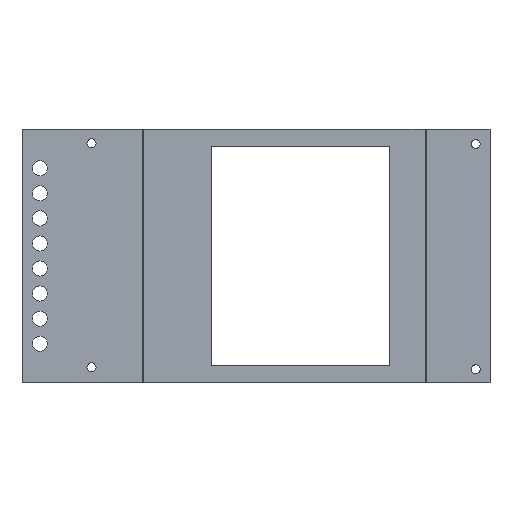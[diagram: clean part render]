
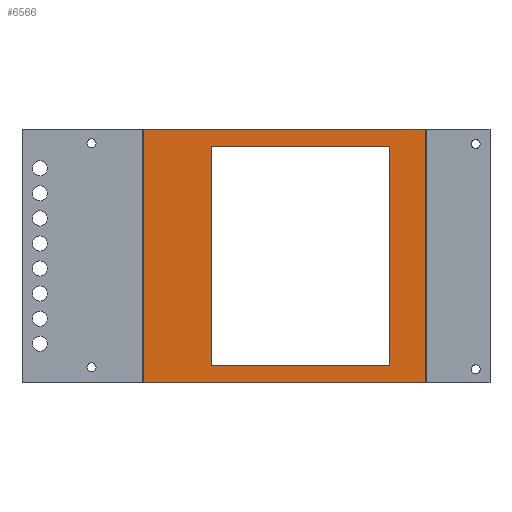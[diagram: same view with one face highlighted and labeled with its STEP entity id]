
A CAD part, front view. The second image highlights one B-rep face of the part: STEP entity #6566.
In plain terms, the highlighted planar face has unit normal (0, -1, 0).
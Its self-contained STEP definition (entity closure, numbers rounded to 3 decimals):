
#183=FACE_BOUND('',#858,.T.);
#239=PLANE('',#7049);
#460=FACE_OUTER_BOUND('',#857,.T.);
#857=EDGE_LOOP('',(#4705,#4706,#4707,#4708,#4709,#4710));
#858=EDGE_LOOP('',(#4711,#4712,#4713,#4714));
#1266=LINE('',#9988,#1870);
#1268=LINE('',#9992,#1872);
#1269=LINE('',#9994,#1873);
#1285=LINE('',#10025,#1889);
#1300=LINE('',#10093,#1904);
#1301=LINE('',#10095,#1905);
#1302=LINE('',#10098,#1906);
#1303=LINE('',#10100,#1907);
#1304=LINE('',#10102,#1908);
#1305=LINE('',#10103,#1909);
#1870=VECTOR('',#7923,10.);
#1872=VECTOR('',#7927,10.);
#1873=VECTOR('',#7928,10.);
#1889=VECTOR('',#7946,10.);
#1904=VECTOR('',#8019,10.);
#1905=VECTOR('',#8022,10.);
#1906=VECTOR('',#8023,10.);
#1907=VECTOR('',#8024,10.);
#1908=VECTOR('',#8025,10.);
#1909=VECTOR('',#8026,10.);
#2822=VERTEX_POINT('',#9985);
#2823=VERTEX_POINT('',#9987);
#2824=VERTEX_POINT('',#9991);
#2825=VERTEX_POINT('',#9993);
#2839=VERTEX_POINT('',#10023);
#2863=VERTEX_POINT('',#10091);
#2864=VERTEX_POINT('',#10096);
#2865=VERTEX_POINT('',#10097);
#2866=VERTEX_POINT('',#10099);
#2867=VERTEX_POINT('',#10101);
#3521=EDGE_CURVE('',#2823,#2822,#1266,.T.);
#3523=EDGE_CURVE('',#2824,#2823,#1268,.T.);
#3524=EDGE_CURVE('',#2824,#2825,#1269,.T.);
#3540=EDGE_CURVE('',#2822,#2839,#1285,.T.);
#3574=EDGE_CURVE('',#2839,#2863,#1300,.T.);
#3575=EDGE_CURVE('',#2825,#2863,#1301,.T.);
#3576=EDGE_CURVE('',#2864,#2865,#1302,.T.);
#3577=EDGE_CURVE('',#2866,#2864,#1303,.T.);
#3578=EDGE_CURVE('',#2867,#2866,#1304,.T.);
#3579=EDGE_CURVE('',#2865,#2867,#1305,.T.);
#4705=ORIENTED_EDGE('',*,*,#3521,.T.);
#4706=ORIENTED_EDGE('',*,*,#3540,.T.);
#4707=ORIENTED_EDGE('',*,*,#3574,.T.);
#4708=ORIENTED_EDGE('',*,*,#3575,.F.);
#4709=ORIENTED_EDGE('',*,*,#3524,.F.);
#4710=ORIENTED_EDGE('',*,*,#3523,.T.);
#4711=ORIENTED_EDGE('',*,*,#3576,.F.);
#4712=ORIENTED_EDGE('',*,*,#3577,.F.);
#4713=ORIENTED_EDGE('',*,*,#3578,.F.);
#4714=ORIENTED_EDGE('',*,*,#3579,.F.);
#6566=ADVANCED_FACE('',(#460,#183),#239,.F.);
#7049=AXIS2_PLACEMENT_3D('',#10094,#8020,#8021);
#7923=DIRECTION('',(0.,0.,-1.));
#7927=DIRECTION('',(-1.,0.,0.));
#7928=DIRECTION('',(1.,0.,0.));
#7946=DIRECTION('',(1.,0.,0.));
#8019=DIRECTION('',(0.,0.,1.));
#8020=DIRECTION('center_axis',(0.,1.,0.));
#8021=DIRECTION('ref_axis',(1.,0.,0.));
#8022=DIRECTION('',(1.,0.,0.));
#8023=DIRECTION('',(-1.,0.,0.));
#8024=DIRECTION('',(0.,0.,1.));
#8025=DIRECTION('',(1.,0.,0.));
#8026=DIRECTION('',(0.,0.,-1.));
#9985=CARTESIAN_POINT('',(131.,0.,-5.));
#9987=CARTESIAN_POINT('',(131.,0.,66.));
#9988=CARTESIAN_POINT('',(131.,0.,30.5));
#9991=CARTESIAN_POINT('',(145.,0.,66.));
#9992=CARTESIAN_POINT('',(145.,0.,66.));
#9993=CARTESIAN_POINT('',(205.,0.,66.));
#9994=CARTESIAN_POINT('',(145.,0.,66.));
#10023=CARTESIAN_POINT('',(210.,0.,-5.));
#10025=CARTESIAN_POINT('',(205.,0.,-5.));
#10091=CARTESIAN_POINT('',(210.,0.,66.));
#10093=CARTESIAN_POINT('',(210.,0.,30.5));
#10094=CARTESIAN_POINT('Origin',(175.,0.,30.5));
#10095=CARTESIAN_POINT('',(205.,0.,66.));
#10096=CARTESIAN_POINT('',(200.,0.,61.));
#10097=CARTESIAN_POINT('',(150.,0.,61.));
#10098=CARTESIAN_POINT('',(150.,0.,61.));
#10099=CARTESIAN_POINT('',(200.,0.,0.));
#10100=CARTESIAN_POINT('',(200.,0.,61.));
#10101=CARTESIAN_POINT('',(150.,0.,0.));
#10102=CARTESIAN_POINT('',(150.,0.,0.));
#10103=CARTESIAN_POINT('',(150.,0.,61.));
